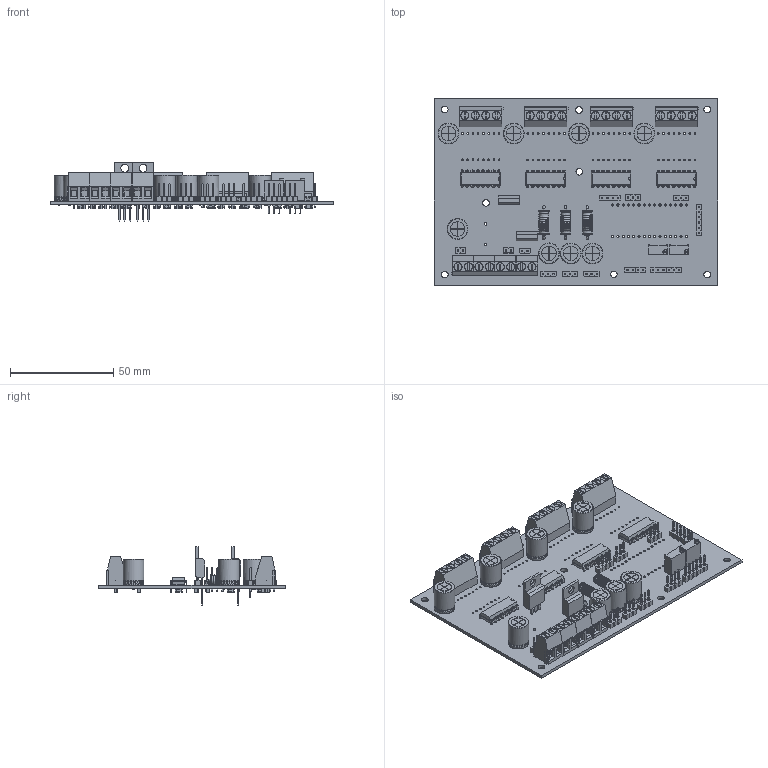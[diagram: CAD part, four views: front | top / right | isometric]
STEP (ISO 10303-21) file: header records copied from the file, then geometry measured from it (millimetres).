
FILE_DESCRIPTION(('KiCad electronic assembly'),'2;1');
FILE_NAME('stepperpcb.step','2025-02-15T22:21:28',('Pcbnew'),('Kicad'), 'Open CASCADE STEP processor 7.8','KiCad to STEP converter','Unknown' );
FILE_SCHEMA(('AUTOMOTIVE_DESIGN { 1 0 10303 214 1 1 1 1 }'));
Length unit declared in the file: millimetre
Products named in the file (28): stepperpcb 1; DIP-16_W7.62mm; PinHeader_1x02_P2.54mm_Vertical; PinHeader_1x02_P254mm_Vertical; TerminalBlock_Phoenix_MKDS-1,5-4-5.08_1x04_P5.08mm_Horizontal; TerminalBlock_Phoenix_MKDS_15_4_508_1x04_P508mm_Horizontal; C_Radial_D10.0mm_H12.5mm_P5.00mm; C_Radial_D100mm_H125mm_P500mm; PinHeader_1x06_P2.54mm_Vertical; PinHeader_1x06_P254mm_Vertical; TerminalBlock_Phoenix_MKDS-1,5-2-5.08_1x02_P5.08mm_Horizontal; TerminalBlock_Phoenix_MKDS_15_2_508_1x02_P508mm_Horizontal; L_Axial_L12.0mm_D5.0mm_P15.24mm_Horizontal_Fastron_MISC; TO-220-3_Vertical; PinHeader_1x03_P2.54mm_Vertical; PinHeader_1x03_P254mm_Vertical; PinHeader_1x04_P2.54mm_Vertical; PinHeader_1x04_P254mm_Vertical; Potentiometer_Bourns_3296W_Vertical; C_1206_3216Metric; R_1206_3216Metric; stepperpcb_PCB
Assembly tree (82 placements, depth 3):
  stepperpcb 1
    DIP-16_W7.62mm  x4
      DIP-16_W7.62mm
    PinHeader_1x02_P2.54mm_Vertical  x5
      PinHeader_1x02_P254mm_Vertical
    TerminalBlock_Phoenix_MKDS-1,5-4-5.08_1x04_P5.08mm_Horizontal  x4
      TerminalBlock_Phoenix_MKDS_15_4_508_1x04_P508mm_Horizontal
    C_Radial_D10.0mm_H12.5mm_P5.00mm  x8
      C_Radial_D100mm_H125mm_P500mm
    PinHeader_1x06_P2.54mm_Vertical
      PinHeader_1x06_P254mm_Vertical
    TerminalBlock_Phoenix_MKDS-1,5-2-5.08_1x02_P5.08mm_Horizontal  x4
      TerminalBlock_Phoenix_MKDS_15_2_508_1x02_P508mm_Horizontal
    L_Axial_L12.0mm_D5.0mm_P15.24mm_Horizontal_Fastron_MISC  x3
      L_Axial_L12.0mm_D5.0mm_P15.24mm_Horizontal_Fastron_MISC
    TO-220-3_Vertical  x2
      TO-220-3_Vertical
    PinHeader_1x03_P2.54mm_Vertical  x7
      PinHeader_1x03_P254mm_Vertical
    PinHeader_1x04_P2.54mm_Vertical
      PinHeader_1x04_P254mm_Vertical
    Potentiometer_Bourns_3296W_Vertical  x2
      Potentiometer_Bourns_3296W_Vertical
    C_1206_3216Metric  x21
      C_1206_3216Metric
    R_1206_3216Metric  x6
      R_1206_3216Metric
    stepperpcb_PCB
Bounding box: 137.06 x 89.97 x 28.52 mm (x, y, z)
Volume: 44238.2 mm3; surface area: 54574.7 mm2
Topology: 69 solids, 77 shells, 4714 faces, 11974 edges, 7632 vertices
Faces by surface type: plane 3560, cylinder 861, bspline 224, revolution 55, torus 14
Full cylindrical faces by diameter (mm): 0.51 x6, 0.6 x16, 0.8 x150, 0.9 x12, 1 x71, 1.1 x6, 1.2 x6, 1.3 x26, 2.19 x2, 3.2 x8, 3.735 x2, 3.8 x24, 4 x24, 4.4 x30, 5 x6, 7 x24, 10 x16
Entity records: 53864 total; most frequent: CARTESIAN_POINT 9812, DIRECTION 7206, ORIENTED_EDGE 7196, EDGE_CURVE 3598, LINE 2697, VECTOR 2697, VERTEX_POINT 2298, AXIS2_PLACEMENT_3D 2247
